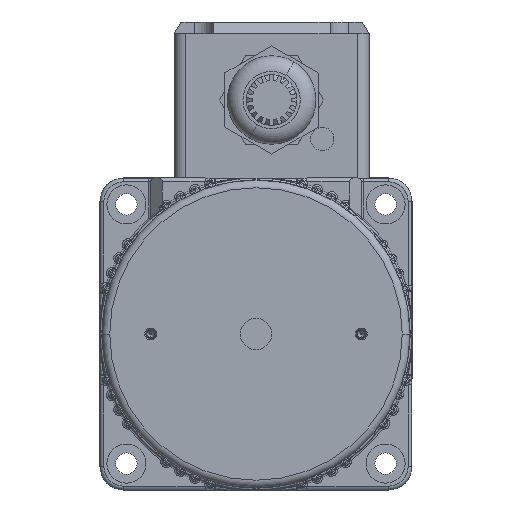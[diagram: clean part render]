
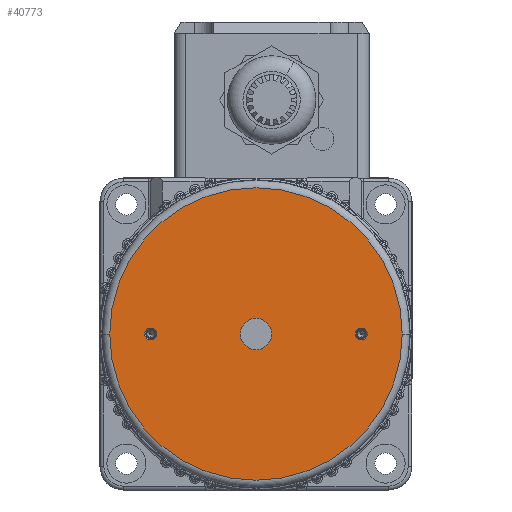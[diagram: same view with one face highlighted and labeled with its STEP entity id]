
A CAD part, front view. The second image highlights one B-rep face of the part: STEP entity #40773.
In plain terms, the highlighted face is planar.
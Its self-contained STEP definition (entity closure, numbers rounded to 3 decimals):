
#78 = CARTESIAN_POINT ( 'NONE',  ( -37.5, 0., 0. ) ) ;
#189 = FACE_BOUND ( 'NONE', #5078, .T. ) ;
#397 = DIRECTION ( 'NONE',  ( 1., 0., 0. ) ) ;
#932 = DIRECTION ( 'NONE',  ( -1., 0., 0. ) ) ;
#1553 = AXIS2_PLACEMENT_3D ( 'NONE', #12632, #19105, #42395 ) ;
#2173 = CARTESIAN_POINT ( 'NONE',  ( 27., 0., 0. ) ) ;
#2217 = CARTESIAN_POINT ( 'NONE',  ( 0., 0., 0. ) ) ;
#3257 = CIRCLE ( 'NONE', #25292, 4. ) ;
#3460 = EDGE_CURVE ( 'NONE', #10600, #4168, #27122, .T. ) ;
#3642 = CARTESIAN_POINT ( 'NONE',  ( 4., 0., 0. ) ) ;
#4168 = VERTEX_POINT ( 'NONE', #28301 ) ;
#5078 = EDGE_LOOP ( 'NONE', ( #25795, #37523 ) ) ;
#6076 = DIRECTION ( 'NONE',  ( 1., 0., 0. ) ) ;
#7281 = DIRECTION ( 'NONE',  ( 1., 0., 0. ) ) ;
#8480 = AXIS2_PLACEMENT_3D ( 'NONE', #29344, #20062, #397 ) ;
#8523 = AXIS2_PLACEMENT_3D ( 'NONE', #20037, #33212, #7281 ) ;
#9711 = CIRCLE ( 'NONE', #37974, 37.5 ) ;
#10284 = ORIENTED_EDGE ( 'NONE', *, *, #36745, .T. ) ;
#10451 = CARTESIAN_POINT ( 'NONE',  ( 0., 0., 0. ) ) ;
#10463 = EDGE_CURVE ( 'NONE', #17990, #40422, #3257, .T. ) ;
#10600 = VERTEX_POINT ( 'NONE', #32853 ) ;
#10926 = ORIENTED_EDGE ( 'NONE', *, *, #3460, .F. ) ;
#12524 = DIRECTION ( 'NONE',  ( 0., 0., 1. ) ) ;
#12632 = CARTESIAN_POINT ( 'NONE',  ( 27., 0., 0. ) ) ;
#13156 = FACE_BOUND ( 'NONE', #38792, .T. ) ;
#13897 = DIRECTION ( 'NONE',  ( 0., 0., -1. ) ) ;
#14212 = CIRCLE ( 'NONE', #29372, 37.5 ) ;
#15085 = CIRCLE ( 'NONE', #21305, 4. ) ;
#15655 = EDGE_CURVE ( 'NONE', #39236, #27514, #9711, .T. ) ;
#17031 = FACE_BOUND ( 'NONE', #27188, .T. ) ;
#17060 = EDGE_CURVE ( 'NONE', #4168, #10600, #17984, .T. ) ;
#17984 = CIRCLE ( 'NONE', #19380, 1.525 ) ;
#17990 = VERTEX_POINT ( 'NONE', #3642 ) ;
#19105 = DIRECTION ( 'NONE',  ( 0., 0., 1. ) ) ;
#19380 = AXIS2_PLACEMENT_3D ( 'NONE', #32265, #35056, #34850 ) ;
#19434 = EDGE_CURVE ( 'NONE', #31558, #38641, #20185, .T. ) ;
#20037 = CARTESIAN_POINT ( 'NONE',  ( -27., 0., 0. ) ) ;
#20062 = DIRECTION ( 'NONE',  ( 0., 0., 1. ) ) ;
#20185 = CIRCLE ( 'NONE', #1553, 1.525 ) ;
#20619 = DIRECTION ( 'NONE',  ( 0., 0., 1. ) ) ;
#21305 = AXIS2_PLACEMENT_3D ( 'NONE', #24336, #27557, #21525 ) ;
#21525 = DIRECTION ( 'NONE',  ( -1., 0., 0. ) ) ;
#22082 = CARTESIAN_POINT ( 'NONE',  ( -4., 0., 0. ) ) ;
#22458 = DIRECTION ( 'NONE',  ( 1., 0., 0. ) ) ;
#23548 = CARTESIAN_POINT ( 'NONE',  ( 25.475, 0., 0. ) ) ;
#24238 = CARTESIAN_POINT ( 'NONE',  ( 28.525, 0., 0. ) ) ;
#24336 = CARTESIAN_POINT ( 'NONE',  ( 0., 0., 0. ) ) ;
#24589 = ORIENTED_EDGE ( 'NONE', *, *, #40586, .F. ) ;
#25292 = AXIS2_PLACEMENT_3D ( 'NONE', #40222, #13897, #932 ) ;
#25579 = EDGE_LOOP ( 'NONE', ( #10284, #39334 ) ) ;
#25795 = ORIENTED_EDGE ( 'NONE', *, *, #29977, .T. ) ;
#27122 = CIRCLE ( 'NONE', #8523, 1.525 ) ;
#27188 = EDGE_LOOP ( 'NONE', ( #10926, #33380 ) ) ;
#27514 = VERTEX_POINT ( 'NONE', #38333 ) ;
#27557 = DIRECTION ( 'NONE',  ( 0., 0., -1. ) ) ;
#27742 = AXIS2_PLACEMENT_3D ( 'NONE', #2173, #12524, #22458 ) ;
#28301 = CARTESIAN_POINT ( 'NONE',  ( -28.525, 0., 0. ) ) ;
#29344 = CARTESIAN_POINT ( 'NONE',  ( 0., 0., 0. ) ) ;
#29372 = AXIS2_PLACEMENT_3D ( 'NONE', #2217, #29390, #6076 ) ;
#29390 = DIRECTION ( 'NONE',  ( 0., 0., 1. ) ) ;
#29977 = EDGE_CURVE ( 'NONE', #40422, #17990, #15085, .T. ) ;
#31558 = VERTEX_POINT ( 'NONE', #24238 ) ;
#32265 = CARTESIAN_POINT ( 'NONE',  ( -27., 0., 0. ) ) ;
#32590 = PLANE ( 'NONE',  #8480 ) ;
#32853 = CARTESIAN_POINT ( 'NONE',  ( -25.475, 0., 0. ) ) ;
#32934 = DIRECTION ( 'NONE',  ( 1., 0., 0. ) ) ;
#33212 = DIRECTION ( 'NONE',  ( 0., 0., 1. ) ) ;
#33380 = ORIENTED_EDGE ( 'NONE', *, *, #17060, .F. ) ;
#34850 = DIRECTION ( 'NONE',  ( 1., 0., 0. ) ) ;
#35056 = DIRECTION ( 'NONE',  ( 0., 0., 1. ) ) ;
#36455 = FACE_OUTER_BOUND ( 'NONE', #25579, .T. ) ;
#36697 = CIRCLE ( 'NONE', #27742, 1.525 ) ;
#36745 = EDGE_CURVE ( 'NONE', #27514, #39236, #14212, .T. ) ;
#37523 = ORIENTED_EDGE ( 'NONE', *, *, #10463, .T. ) ;
#37974 = AXIS2_PLACEMENT_3D ( 'NONE', #10451, #20619, #32934 ) ;
#38333 = CARTESIAN_POINT ( 'NONE',  ( 37.5, 0., 0. ) ) ;
#38641 = VERTEX_POINT ( 'NONE', #23548 ) ;
#38744 = ORIENTED_EDGE ( 'NONE', *, *, #19434, .F. ) ;
#38792 = EDGE_LOOP ( 'NONE', ( #38744, #24589 ) ) ;
#39236 = VERTEX_POINT ( 'NONE', #78 ) ;
#39334 = ORIENTED_EDGE ( 'NONE', *, *, #15655, .T. ) ;
#40222 = CARTESIAN_POINT ( 'NONE',  ( 0., 0., 0. ) ) ;
#40422 = VERTEX_POINT ( 'NONE', #22082 ) ;
#40586 = EDGE_CURVE ( 'NONE', #38641, #31558, #36697, .T. ) ;
#40773 = ADVANCED_FACE ( 'NONE', ( #189, #13156, #17031, #36455 ), #32590, .T. ) ;
#42395 = DIRECTION ( 'NONE',  ( 1., 0., 0. ) ) ;
